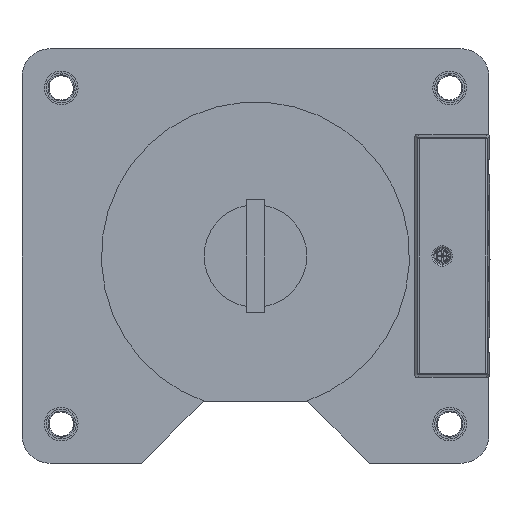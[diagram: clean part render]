
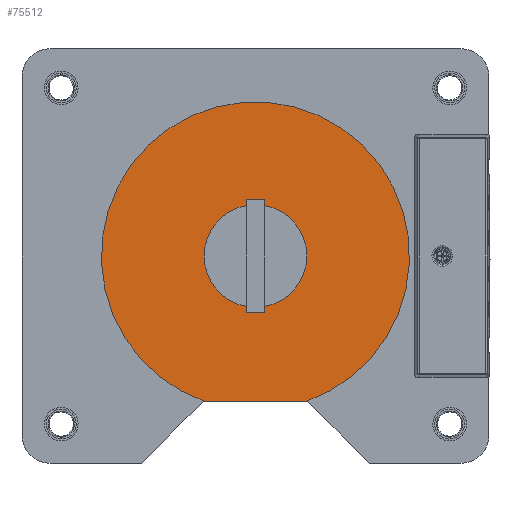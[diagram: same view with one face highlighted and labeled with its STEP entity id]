
A CAD part, left-side view. The second image highlights one B-rep face of the part: STEP entity #75512.
In plain terms, the highlighted planar face has unit normal (-1, 0, 0).
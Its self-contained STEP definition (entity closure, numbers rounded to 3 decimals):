
#2224 = CARTESIAN_POINT ( 'NONE',  ( -135., 26.875, -78. ) ) ;
#6480 = LINE ( 'NONE', #78651, #30650 ) ;
#9059 = CARTESIAN_POINT ( 'NONE',  ( -135., 0., 27.5 ) ) ;
#10203 = DIRECTION ( 'NONE',  ( -1., 0., 0. ) ) ;
#17564 = DIRECTION ( 'NONE',  ( -1., 0., 0. ) ) ;
#18146 = VERTEX_POINT ( 'NONE', #2224 ) ;
#18603 = EDGE_CURVE ( 'NONE', #124567, #87064, #127686, .T. ) ;
#26617 = CIRCLE ( 'NONE', #86879, 27.5 ) ;
#30650 = VECTOR ( 'NONE', #99386, 1000. ) ;
#34568 = EDGE_CURVE ( 'NONE', #18146, #115881, #6480, .T. ) ;
#36000 = AXIS2_PLACEMENT_3D ( 'NONE', #130823, #17564, #89672 ) ;
#37753 = PLANE ( 'NONE',  #36000 ) ;
#38430 = ORIENTED_EDGE ( 'NONE', *, *, #85184, .T. ) ;
#47794 = DIRECTION ( 'NONE',  ( -1., 0., 0. ) ) ;
#48542 = EDGE_LOOP ( 'NONE', ( #38430, #85565 ) ) ;
#49049 = EDGE_LOOP ( 'NONE', ( #100197, #102024 ) ) ;
#49423 = EDGE_CURVE ( 'NONE', #87064, #124567, #26617, .T. ) ;
#58732 = CARTESIAN_POINT ( 'NONE',  ( -135., 0., 0. ) ) ;
#69081 = DIRECTION ( 'NONE',  ( 0., 0., 1. ) ) ;
#71149 = CIRCLE ( 'NONE', #75202, 82.5 ) ;
#72021 = CARTESIAN_POINT ( 'NONE',  ( -135., 0., 0. ) ) ;
#74697 = CARTESIAN_POINT ( 'NONE',  ( -135., -26.875, -78. ) ) ;
#75202 = AXIS2_PLACEMENT_3D ( 'NONE', #58732, #130954, #69081 ) ;
#75512 = ADVANCED_FACE ( 'NONE', ( #111772, #84297 ), #37753, .T. ) ;
#78651 = CARTESIAN_POINT ( 'NONE',  ( -135., 26.875, -78. ) ) ;
#80220 = CARTESIAN_POINT ( 'NONE',  ( -135., 0., -27.5 ) ) ;
#82407 = DIRECTION ( 'NONE',  ( 0., 0., 1. ) ) ;
#84297 = FACE_BOUND ( 'NONE', #49049, .T. ) ;
#85184 = EDGE_CURVE ( 'NONE', #115881, #18146, #71149, .T. ) ;
#85565 = ORIENTED_EDGE ( 'NONE', *, *, #34568, .T. ) ;
#86879 = AXIS2_PLACEMENT_3D ( 'NONE', #109640, #47794, #119987 ) ;
#87064 = VERTEX_POINT ( 'NONE', #9059 ) ;
#89672 = DIRECTION ( 'NONE',  ( 0., 0., 1. ) ) ;
#99386 = DIRECTION ( 'NONE',  ( 0., -1., 0. ) ) ;
#100197 = ORIENTED_EDGE ( 'NONE', *, *, #18603, .F. ) ;
#102024 = ORIENTED_EDGE ( 'NONE', *, *, #49423, .F. ) ;
#109640 = CARTESIAN_POINT ( 'NONE',  ( -135., 0., 0. ) ) ;
#111772 = FACE_OUTER_BOUND ( 'NONE', #48542, .T. ) ;
#115881 = VERTEX_POINT ( 'NONE', #74697 ) ;
#119987 = DIRECTION ( 'NONE',  ( 0., 0., 1. ) ) ;
#120615 = AXIS2_PLACEMENT_3D ( 'NONE', #72021, #10203, #82407 ) ;
#124567 = VERTEX_POINT ( 'NONE', #80220 ) ;
#127686 = CIRCLE ( 'NONE', #120615, 27.5 ) ;
#130823 = CARTESIAN_POINT ( 'NONE',  ( -135., 0., 0. ) ) ;
#130954 = DIRECTION ( 'NONE',  ( -1., 0., 0. ) ) ;
